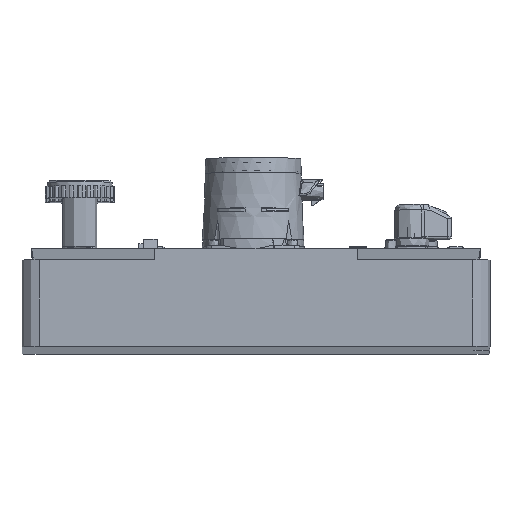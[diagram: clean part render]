
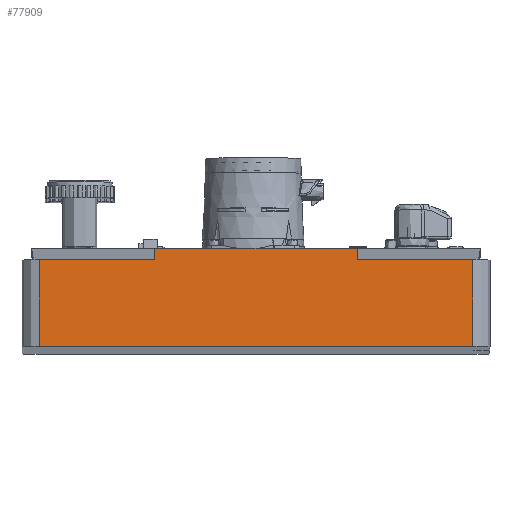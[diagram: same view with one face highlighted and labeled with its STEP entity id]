
A CAD part, left-side view. The second image highlights one B-rep face of the part: STEP entity #77909.
In plain terms, the highlighted planar face has unit normal (-1, 0, 0.028).
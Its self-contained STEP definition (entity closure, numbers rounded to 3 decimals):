
#9312=LINE('',#152107,#16538);
#9539=LINE('',#153114,#16765);
#9543=LINE('',#153124,#16769);
#9560=LINE('',#153163,#16786);
#9581=LINE('',#153215,#16807);
#9626=LINE('',#153315,#16852);
#9640=LINE('',#153346,#16866);
#9674=LINE('',#153442,#16900);
#16538=VECTOR('',#99451,17.5);
#16765=VECTOR('',#100512,1.);
#16769=VECTOR('',#100520,10.);
#16786=VECTOR('',#100555,1.);
#16807=VECTOR('',#100608,37.5);
#16852=VECTOR('',#100693,10.);
#16866=VECTOR('',#100727,7.5);
#16900=VECTOR('',#100869,7.5);
#24885=FACE_OUTER_BOUND('',#29275,.T.);
#29275=EDGE_LOOP('',(#70331,#70332,#70333,#70334,#70335,#70336,#70337,#70338));
#38131=VERTEX_POINT('',#152104);
#38132=VERTEX_POINT('',#152106);
#38349=VERTEX_POINT('',#153112);
#38353=VERTEX_POINT('',#153122);
#38366=VERTEX_POINT('',#153162);
#38380=VERTEX_POINT('',#153212);
#38381=VERTEX_POINT('',#153214);
#38414=VERTEX_POINT('',#153308);
#48582=EDGE_CURVE('',#38132,#38131,#9312,.T.);
#49019=EDGE_CURVE('',#38131,#38349,#9539,.T.);
#49024=EDGE_CURVE('',#38349,#38353,#9543,.T.);
#49043=EDGE_CURVE('',#38366,#38132,#9560,.T.);
#49068=EDGE_CURVE('',#38380,#38381,#9581,.T.);
#49119=EDGE_CURVE('',#38414,#38366,#9626,.T.);
#49135=EDGE_CURVE('',#38380,#38414,#9640,.T.);
#49177=EDGE_CURVE('',#38381,#38353,#9674,.T.);
#70331=ORIENTED_EDGE('',*,*,#49024,.T.);
#70332=ORIENTED_EDGE('',*,*,#49177,.F.);
#70333=ORIENTED_EDGE('',*,*,#49068,.F.);
#70334=ORIENTED_EDGE('',*,*,#49135,.T.);
#70335=ORIENTED_EDGE('',*,*,#49119,.T.);
#70336=ORIENTED_EDGE('',*,*,#49043,.T.);
#70337=ORIENTED_EDGE('',*,*,#48582,.T.);
#70338=ORIENTED_EDGE('',*,*,#49019,.T.);
#74018=PLANE('',#83239);
#77909=ADVANCED_FACE('',(#24885),#74018,.T.);
#83239=AXIS2_PLACEMENT_3D('',#153441,#100867,#100868);
#99451=DIRECTION('',(0.,1.,0.));
#100512=DIRECTION('',(-0.028,0.,-1.));
#100520=DIRECTION('',(0.,1.,0.));
#100555=DIRECTION('',(0.028,0.,1.));
#100608=DIRECTION('',(0.,1.,0.));
#100693=DIRECTION('',(0.,1.,0.));
#100727=DIRECTION('',(0.028,0.,1.));
#100867=DIRECTION('center_axis',(-1.,0.,
0.028));
#100868=DIRECTION('ref_axis',(0.028,0.,
1.));
#100869=DIRECTION('',(0.028,0.,1.));
#152104=CARTESIAN_POINT('',(-21.949,7.297,53.719));
#152106=CARTESIAN_POINT('',(-21.949,-10.203,53.719));
#152107=CARTESIAN_POINT('',(-21.949,-20.203,53.719));
#153112=CARTESIAN_POINT('',(-21.977,7.297,52.719));
#153114=CARTESIAN_POINT('',(-22.075,7.297,49.21));
#153122=CARTESIAN_POINT('',(-21.977,17.297,52.719));
#153124=CARTESIAN_POINT('',(-21.977,-0.703,52.719));
#153162=CARTESIAN_POINT('',(-21.977,-10.203,52.719));
#153163=CARTESIAN_POINT('',(-22.075,-10.203,49.21));
#153212=CARTESIAN_POINT('',(-22.186,-20.203,45.222));
#153214=CARTESIAN_POINT('',(-22.186,17.297,45.222));
#153215=CARTESIAN_POINT('',(-22.186,-20.203,45.222));
#153308=CARTESIAN_POINT('',(-21.977,-20.203,52.719));
#153315=CARTESIAN_POINT('',(-21.977,-20.953,52.719));
#153346=CARTESIAN_POINT('',(-22.186,-20.203,45.222));
#153441=CARTESIAN_POINT('Origin',(-22.186,-20.203,45.222));
#153442=CARTESIAN_POINT('',(-22.186,17.297,45.222));
